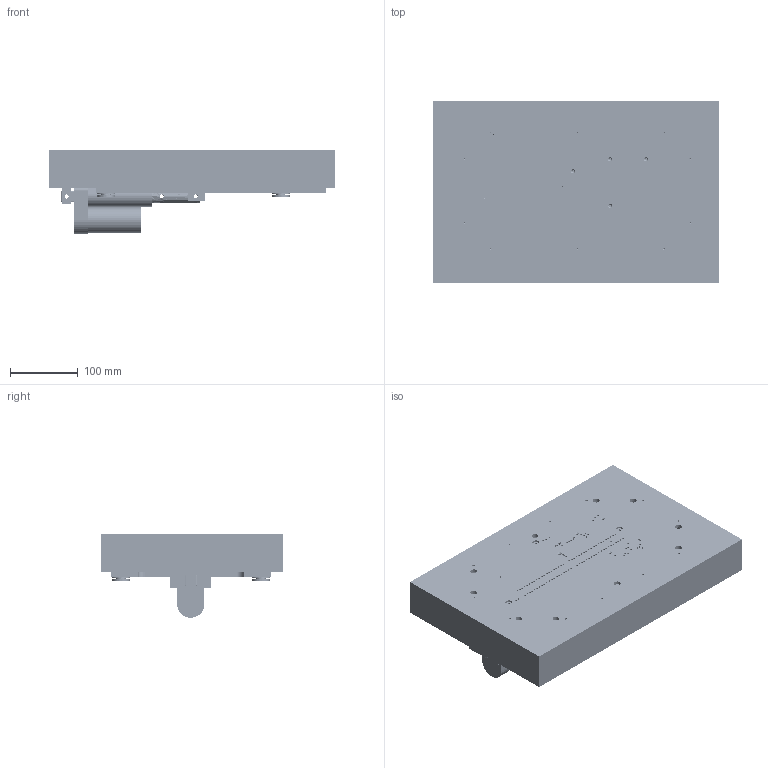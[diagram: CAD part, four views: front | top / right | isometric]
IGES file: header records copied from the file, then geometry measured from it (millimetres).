
Start section: SolidWorks IGES file using analytic representation for surfaces
Global section: file name: AssemCame.IGS; native system: SolidWorks 2019; preprocessor: SolidWorks 2019; author: berna; date: 220824.194505; units: millimetre
Bounding box: 422 x 268.5 x 122.75 mm (x, y, z)
Surface area: 1016967.6 mm2 (no closed solid volume)
Topology: 0 solids, 0 shells, 1572 faces, 26774 edges, 26732 vertices
Faces by surface type: revolution 1142, bspline 430
